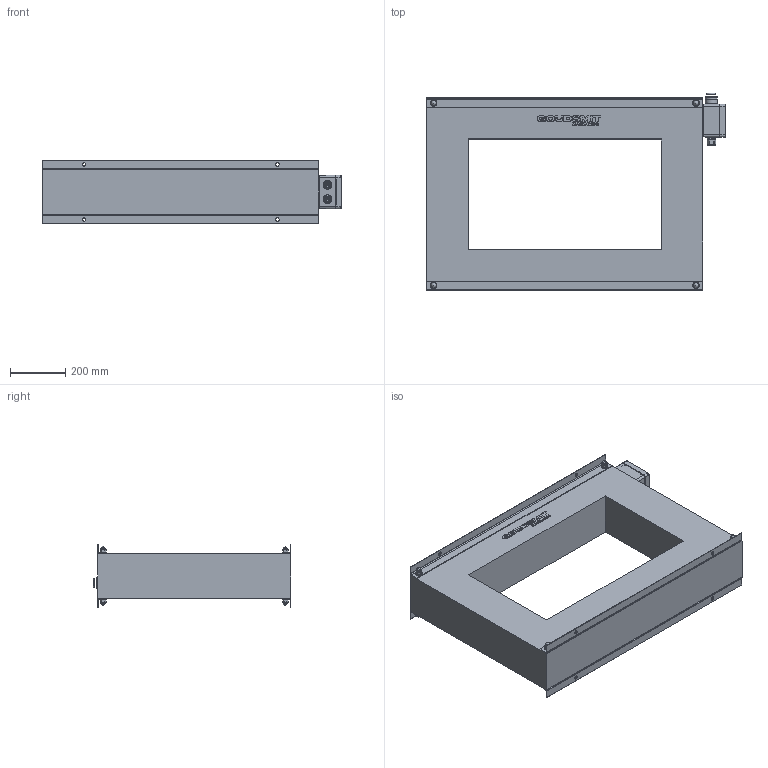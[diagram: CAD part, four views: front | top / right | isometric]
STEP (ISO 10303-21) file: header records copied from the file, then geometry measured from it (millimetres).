
FILE_DESCRIPTION(/* description */ (''),/* implementation_level */ '2;1');
FILE_NAME(/* name */ 'EDTR704002.stp',/* time_stamp */ '2023-03-15T10:34:42+01:00',/* author */ ('dk'),/* organization */ (''),/* preprocessor_version */ 'ST-DEVELOPER v18.1',/* originating_system */ 'Autodesk Inventor 2021',/* authorisation */ '');
FILE_SCHEMA (('AUTOMOTIVE_DESIGN { 1 0 10303 214 3 1 1 }'));
Products named in the file (1): Part10
Bounding box: 1081.2 x 716.68 x 230 mm (x, y, z)
Volume: 38071217.8 mm3; surface area: 3480904.5 mm2
Topology: 1 solids, 29 shells, 2273 faces, 6193 edges, 4075 vertices
Faces by surface type: plane 1474, cylinder 451, cone 183, bspline 132, torus 21, sphere 12
Full cylindrical faces by diameter (mm): 4 x8, 4.917 x11, 5 x4, 5.5 x4, 5.6 x6, 6 x8, 7 x4, 10 x8, 10.106 x8, 11 x4, 12 x4, 12.5 x12, 13 x8, 13.2 x4, 16 x4, 17 x12, 20.4 x1, 22.5 x1, 24 x8, 25 x1, 26 x2, 32 x2, 44 x1
Entity records: 75354 total; most frequent: CARTESIAN_POINT 15872, ORIENTED_EDGE 12216, DIRECTION 11335, EDGE_CURVE 6172, LINE 4099, VECTOR 4099, VERTEX_POINT 4075, AXIS2_PLACEMENT_3D 3618
